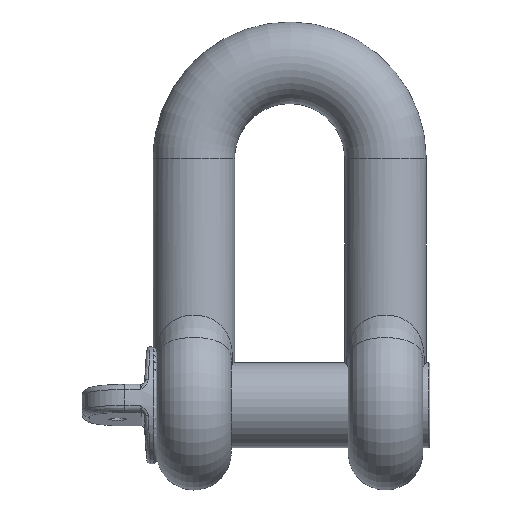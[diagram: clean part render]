
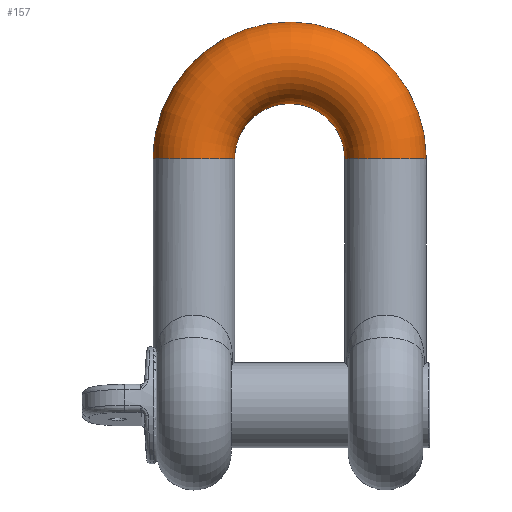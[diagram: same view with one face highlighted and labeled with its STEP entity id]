
A CAD part, top view. The second image highlights one B-rep face of the part: STEP entity #157.
In plain terms, the highlighted toroidal (fillet/blend) face has major radius 27 mm and minor radius 11.5 mm.
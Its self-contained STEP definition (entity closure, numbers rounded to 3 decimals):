
#116=TOROIDAL_SURFACE('',#733,27.,11.5);
#157=ADVANCED_FACE('',(#255,#256),#116,.T.);
#255=FACE_BOUND('',#283,.T.);
#256=FACE_BOUND('',#284,.T.);
#283=EDGE_LOOP('',(#355));
#284=EDGE_LOOP('',(#356));
#355=ORIENTED_EDGE('',*,*,#592,.T.);
#356=ORIENTED_EDGE('',*,*,#597,.F.);
#531=VERTEX_POINT('',#959);
#536=VERTEX_POINT('',#1014);
#592=EDGE_CURVE('',#531,#531,#689,.T.);
#597=EDGE_CURVE('',#536,#536,#690,.T.);
#689=CIRCLE('',#723,11.5);
#690=CIRCLE('',#725,11.5);
#723=AXIS2_PLACEMENT_3D('',#958,#797,#798);
#725=AXIS2_PLACEMENT_3D('',#1013,#801,#802);
#733=AXIS2_PLACEMENT_3D('',#1202,#817,#818);
#797=DIRECTION('',(0.,1.,0.));
#798=DIRECTION('',(-1.,0.,0.));
#801=DIRECTION('',(0.,-1.,0.));
#802=DIRECTION('',(1.,0.,0.));
#817=DIRECTION('',(0.,0.,1.));
#818=DIRECTION('',(1.,0.,0.));
#958=CARTESIAN_POINT('',(27.,69.5,0.));
#959=CARTESIAN_POINT('',(15.5,69.5,0.));
#1013=CARTESIAN_POINT('',(-27.,69.5,0.));
#1014=CARTESIAN_POINT('',(-15.5,69.5,0.));
#1202=CARTESIAN_POINT('',(0.,69.5,0.));
